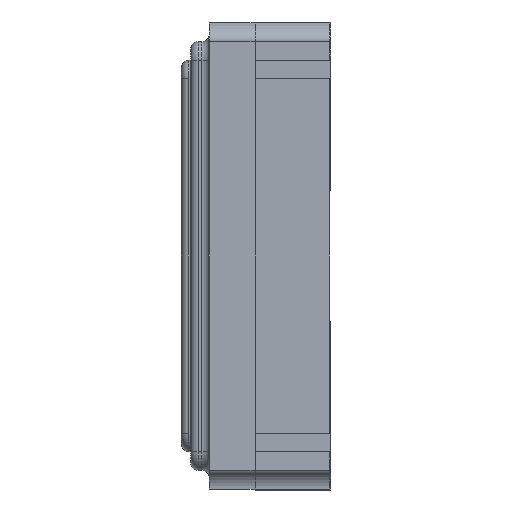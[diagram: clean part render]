
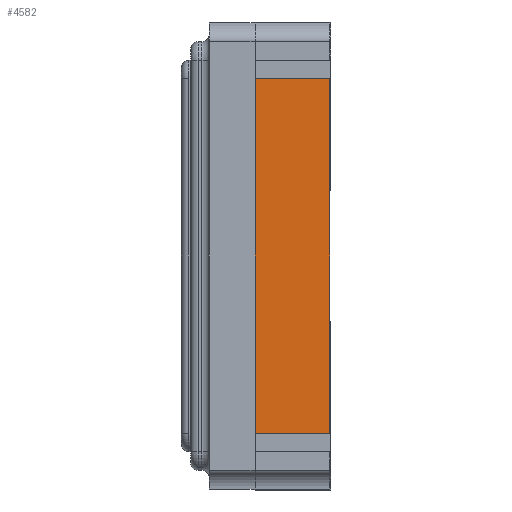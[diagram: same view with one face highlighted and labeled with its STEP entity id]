
A CAD part, left-side view. The second image highlights one B-rep face of the part: STEP entity #4582.
In plain terms, the highlighted planar face has unit normal (-1, 0, 0).
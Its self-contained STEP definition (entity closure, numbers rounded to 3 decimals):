
#115 = VECTOR ( 'NONE', #1852, 1000. ) ;
#221 = ORIENTED_EDGE ( 'NONE', *, *, #4410, .T. ) ;
#253 = CARTESIAN_POINT ( 'NONE',  ( -1.6, 0.077, -0.95 ) ) ;
#302 = AXIS2_PLACEMENT_3D ( 'NONE', #1299, #2968, #889 ) ;
#889 = DIRECTION ( 'NONE',  ( 0., 0., -1. ) ) ;
#922 = VERTEX_POINT ( 'NONE', #3338 ) ;
#1299 = CARTESIAN_POINT ( 'NONE',  ( -1.6, 0.323, 1.25 ) ) ;
#1322 = PLANE ( 'NONE',  #302 ) ;
#1581 = VECTOR ( 'NONE', #4355, 1000. ) ;
#1852 = DIRECTION ( 'NONE',  ( 0., 0., 1. ) ) ;
#1859 = ORIENTED_EDGE ( 'NONE', *, *, #3458, .T. ) ;
#1867 = DIRECTION ( 'NONE',  ( 0., 1., 0. ) ) ;
#1950 = LINE ( 'NONE', #3663, #1581 ) ;
#2273 = DIRECTION ( 'NONE',  ( 0., -1., 0. ) ) ;
#2390 = CARTESIAN_POINT ( 'NONE',  ( -1.6, 0.077, -0.95 ) ) ;
#2509 = VECTOR ( 'NONE', #2273, 1000. ) ;
#2968 = DIRECTION ( 'NONE',  ( 1., 0., 0. ) ) ;
#3000 = EDGE_CURVE ( 'NONE', #4511, #922, #4405, .T. ) ;
#3189 = CARTESIAN_POINT ( 'NONE',  ( -1.6, 0.077, 0.95 ) ) ;
#3338 = CARTESIAN_POINT ( 'NONE',  ( -1.6, -0.323, -0.95 ) ) ;
#3409 = VERTEX_POINT ( 'NONE', #4594 ) ;
#3458 = EDGE_CURVE ( 'NONE', #4423, #4511, #1950, .T. ) ;
#3506 = CARTESIAN_POINT ( 'NONE',  ( -1.6, -0.323, 1.25 ) ) ;
#3663 = CARTESIAN_POINT ( 'NONE',  ( -1.6, 0.077, 1.25 ) ) ;
#4336 = ORIENTED_EDGE ( 'NONE', *, *, #4664, .T. ) ;
#4355 = DIRECTION ( 'NONE',  ( 0., 0., -1. ) ) ;
#4378 = CARTESIAN_POINT ( 'NONE',  ( -1.6, 0.077, 0.95 ) ) ;
#4405 = LINE ( 'NONE', #253, #2509 ) ;
#4410 = EDGE_CURVE ( 'NONE', #922, #3409, #5155, .T. ) ;
#4423 = VERTEX_POINT ( 'NONE', #3189 ) ;
#4511 = VERTEX_POINT ( 'NONE', #2390 ) ;
#4548 = EDGE_LOOP ( 'NONE', ( #4336, #1859, #5426, #221 ) ) ;
#4582 = ADVANCED_FACE ( 'NONE', ( #4585 ), #1322, .F. ) ;
#4585 = FACE_OUTER_BOUND ( 'NONE', #4548, .T. ) ;
#4594 = CARTESIAN_POINT ( 'NONE',  ( -1.6, -0.323, 0.95 ) ) ;
#4664 = EDGE_CURVE ( 'NONE', #3409, #4423, #4801, .T. ) ;
#4801 = LINE ( 'NONE', #4378, #4944 ) ;
#4944 = VECTOR ( 'NONE', #1867, 1000. ) ;
#5155 = LINE ( 'NONE', #3506, #115 ) ;
#5426 = ORIENTED_EDGE ( 'NONE', *, *, #3000, .T. ) ;
